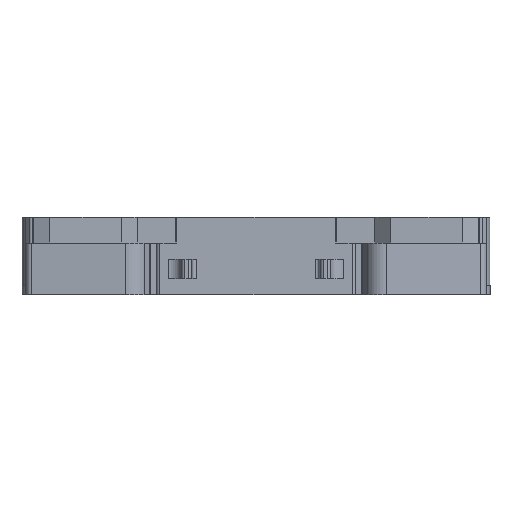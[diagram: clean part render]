
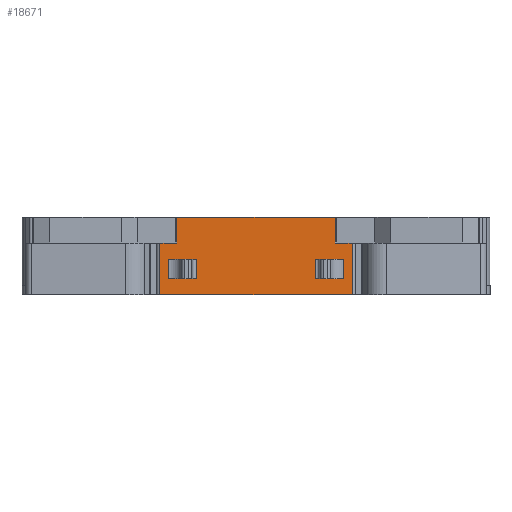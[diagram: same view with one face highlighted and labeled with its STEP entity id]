
A CAD part, front view. The second image highlights one B-rep face of the part: STEP entity #18671.
In plain terms, the highlighted planar face has unit normal (0, -1, 0).
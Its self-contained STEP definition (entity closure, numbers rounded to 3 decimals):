
#2540=DIRECTION('',(1.,0.,0.));
#2541=VECTOR('',#2540,2.6);
#2542=CARTESIAN_POINT('',(-14.802,-0.002,8.));
#2543=LINE('',#2542,#2541);
#2544=DIRECTION('',(0.,0.,1.));
#2545=VECTOR('',#2544,4.);
#2546=CARTESIAN_POINT('',(-12.202,-0.001,8.));
#2547=LINE('',#2546,#2545);
#2548=DIRECTION('',(1.,0.,0.));
#2549=VECTOR('',#2548,24.403);
#2550=CARTESIAN_POINT('',(-12.202,-0.001,12.));
#2551=LINE('',#2550,#2549);
#2552=DIRECTION('',(1.,0.,0.));
#2553=VECTOR('',#2552,2.6);
#2554=CARTESIAN_POINT('',(12.202,-0.001,8.));
#2555=LINE('',#2554,#2553);
#2556=DIRECTION('',(-1.,0.,0.));
#2557=VECTOR('',#2556,29.603);
#2558=CARTESIAN_POINT('',(14.802,-0.002,0.));
#2559=LINE('',#2558,#2557);
#2583=DIRECTION('',(0.,0.,-1.));
#2584=VECTOR('',#2583,8.);
#2585=CARTESIAN_POINT('',(-14.802,-0.002,8.));
#2586=LINE('',#2585,#2584);
#2627=DIRECTION('',(0.,0.,1.));
#2628=VECTOR('',#2627,4.);
#2629=CARTESIAN_POINT('',(12.202,-0.001,8.));
#2630=LINE('',#2629,#2628);
#10117=DIRECTION('',(0.,0.,1.));
#10118=VECTOR('',#10117,8.);
#10119=CARTESIAN_POINT('',(14.802,-0.002,0.));
#10120=LINE('',#10119,#10118);
#10121=DIRECTION('',(0.,0.,-1.));
#10122=VECTOR('',#10121,3.);
#10123=CARTESIAN_POINT('',(-9.223,-0.002,5.5));
#10124=LINE('',#10123,#10122);
#10130=DIRECTION('',(1.,0.,0.));
#10131=VECTOR('',#10130,4.188);
#10132=CARTESIAN_POINT('',(-13.411,-0.002,5.5));
#10133=LINE('',#10132,#10131);
#10153=DIRECTION('',(0.,0.,1.));
#10154=VECTOR('',#10153,3.);
#10155=CARTESIAN_POINT('',(-13.411,-0.002,2.5));
#10156=LINE('',#10155,#10154);
#10209=DIRECTION('',(-1.,0.,0.));
#10210=VECTOR('',#10209,4.188);
#10211=CARTESIAN_POINT('',(-9.223,-0.002,2.5));
#10212=LINE('',#10211,#10210);
#10213=DIRECTION('',(0.,0.,-1.));
#10214=VECTOR('',#10213,3.);
#10215=CARTESIAN_POINT('',(13.411,-0.002,5.5));
#10216=LINE('',#10215,#10214);
#10241=DIRECTION('',(1.,0.,0.));
#10242=VECTOR('',#10241,4.188);
#10243=CARTESIAN_POINT('',(9.223,-0.002,5.5));
#10244=LINE('',#10243,#10242);
#10254=DIRECTION('',(-1.,0.,0.));
#10255=VECTOR('',#10254,4.187);
#10256=CARTESIAN_POINT('',(13.41,-0.002,2.5));
#10257=LINE('',#10256,#10255);
#10281=DIRECTION('',(0.,0.,1.));
#10282=VECTOR('',#10281,3.);
#10283=CARTESIAN_POINT('',(9.223,-0.002,2.5));
#10284=LINE('',#10283,#10282);
#12476=CARTESIAN_POINT('',(14.802,-0.002,0.));
#12478=VERTEX_POINT('',#12476);
#12606=CARTESIAN_POINT('',(-14.802,-0.002,0.));
#12607=VERTEX_POINT('',#12606);
#13040=CARTESIAN_POINT('',(-12.202,-0.001,12.));
#13041=VERTEX_POINT('',#13040);
#13042=CARTESIAN_POINT('',(-12.202,-0.001,8.));
#13043=VERTEX_POINT('',#13042);
#13047=CARTESIAN_POINT('',(12.202,-0.001,8.));
#13049=VERTEX_POINT('',#13047);
#13086=CARTESIAN_POINT('',(-14.802,-0.002,8.));
#13087=VERTEX_POINT('',#13086);
#13088=CARTESIAN_POINT('',(12.202,-0.001,12.));
#13089=VERTEX_POINT('',#13088);
#13090=CARTESIAN_POINT('',(14.802,-0.002,8.));
#13091=VERTEX_POINT('',#13090);
#13092=CARTESIAN_POINT('',(-9.223,-0.002,5.5));
#13093=CARTESIAN_POINT('',(-9.223,-0.002,2.5));
#13094=VERTEX_POINT('',#13092);
#13095=VERTEX_POINT('',#13093);
#13096=CARTESIAN_POINT('',(9.223,-0.002,2.5));
#13097=CARTESIAN_POINT('',(9.223,-0.002,5.5));
#13098=VERTEX_POINT('',#13096);
#13099=VERTEX_POINT('',#13097);
#13232=CARTESIAN_POINT('',(-13.411,-0.002,5.5));
#13233=VERTEX_POINT('',#13232);
#13234=CARTESIAN_POINT('',(13.411,-0.002,5.5));
#13235=VERTEX_POINT('',#13234);
#13238=CARTESIAN_POINT('',(-13.412,-0.002,2.5));
#13240=VERTEX_POINT('',#13238);
#13254=CARTESIAN_POINT('',(13.41,-0.002,2.5));
#13255=VERTEX_POINT('',#13254);
#18631=CARTESIAN_POINT('',(0.,-0.002,6.));
#18632=DIRECTION('',(0.,1.,0.));
#18633=DIRECTION('',(1.,0.,0.));
#18634=AXIS2_PLACEMENT_3D('',#18631,#18632,#18633);
#18635=PLANE('',#18634);
#18637=ORIENTED_EDGE('',*,*,#18636,.T.);
#18638=ORIENTED_EDGE('',*,*,#18242,.T.);
#18639=ORIENTED_EDGE('',*,*,#18215,.T.);
#18641=ORIENTED_EDGE('',*,*,#18640,.F.);
#18643=ORIENTED_EDGE('',*,*,#18642,.T.);
#18645=ORIENTED_EDGE('',*,*,#18644,.F.);
#18646=ORIENTED_EDGE('',*,*,#18490,.T.);
#18648=ORIENTED_EDGE('',*,*,#18647,.F.);
#18649=EDGE_LOOP('',(#18637,#18638,#18639,#18641,#18643,#18645,#18646,#18648));
#18650=FACE_OUTER_BOUND('',#18649,.F.);
#18652=ORIENTED_EDGE('',*,*,#18651,.F.);
#18654=ORIENTED_EDGE('',*,*,#18653,.F.);
#18656=ORIENTED_EDGE('',*,*,#18655,.F.);
#18658=ORIENTED_EDGE('',*,*,#18657,.F.);
#18659=EDGE_LOOP('',(#18652,#18654,#18656,#18658));
#18660=FACE_BOUND('',#18659,.F.);
#18662=ORIENTED_EDGE('',*,*,#18661,.F.);
#18664=ORIENTED_EDGE('',*,*,#18663,.F.);
#18666=ORIENTED_EDGE('',*,*,#18665,.F.);
#18668=ORIENTED_EDGE('',*,*,#18667,.F.);
#18669=EDGE_LOOP('',(#18662,#18664,#18666,#18668));
#18670=FACE_BOUND('',#18669,.F.);
#18215=EDGE_CURVE('',#13041,#13089,#2551,.T.);
#18242=EDGE_CURVE('',#13043,#13041,#2547,.T.);
#18490=EDGE_CURVE('',#12478,#12607,#2559,.T.);
#18636=EDGE_CURVE('',#13087,#13043,#2543,.T.);
#18640=EDGE_CURVE('',#13049,#13089,#2630,.T.);
#18642=EDGE_CURVE('',#13049,#13091,#2555,.T.);
#18644=EDGE_CURVE('',#12478,#13091,#10120,.T.);
#18647=EDGE_CURVE('',#13087,#12607,#2586,.T.);
#18651=EDGE_CURVE('',#13094,#13095,#10124,.T.);
#18653=EDGE_CURVE('',#13233,#13094,#10133,.T.);
#18655=EDGE_CURVE('',#13240,#13233,#10156,.T.);
#18657=EDGE_CURVE('',#13095,#13240,#10212,.T.);
#18661=EDGE_CURVE('',#13235,#13255,#10216,.T.);
#18663=EDGE_CURVE('',#13099,#13235,#10244,.T.);
#18665=EDGE_CURVE('',#13098,#13099,#10284,.T.);
#18667=EDGE_CURVE('',#13255,#13098,#10257,.T.);
#18671=ADVANCED_FACE('',(#18650,#18660,#18670),#18635,.F.);
